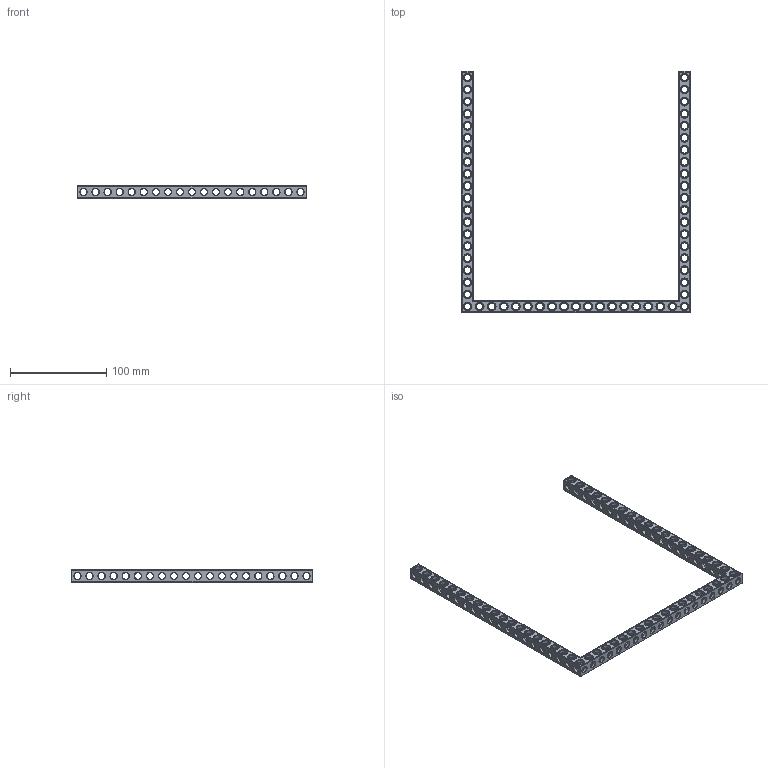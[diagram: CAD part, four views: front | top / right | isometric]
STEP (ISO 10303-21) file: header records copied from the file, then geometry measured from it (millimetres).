
FILE_DESCRIPTION(('FreeCAD Model'),'2;1');
FILE_NAME('Open CASCADE Shape Model','2022-03-06T23:40:15',('Author'),( ''),'Open CASCADE STEP processor 7.5','FreeCAD','Unknown');
FILE_SCHEMA(('AUTOMOTIVE_DESIGN { 1 0 10303 214 1 1 1 1 }'));
Products named in the file (1): Beam AGD ESS USH SYM BU19x20x01 - SPN-BEM-0631 (stemfie.org)
Bounding box: 237.5 x 250 x 12.5 mm (x, y, z)
Volume: 55697.5 mm3; surface area: 49627.6 mm2
Topology: 1 solids, 1 shells, 1180 faces, 3692 edges, 2376 vertices
Faces by surface type: plane 433, cylinder 343, cone 230, extrusion 174
Full cylindrical faces by diameter (mm): 6.98 x42, 7 x244, 9.2 x57
Entity records: 291501 total; most frequent: CARTESIAN_POINT 223232, DIRECTION 11028, ORIENTED_EDGE 7384, PCURVE 7384, DEFINITIONAL_REPRESENTATION 7384, VECTOR 6379, LINE 6205, EDGE_CURVE 3692
